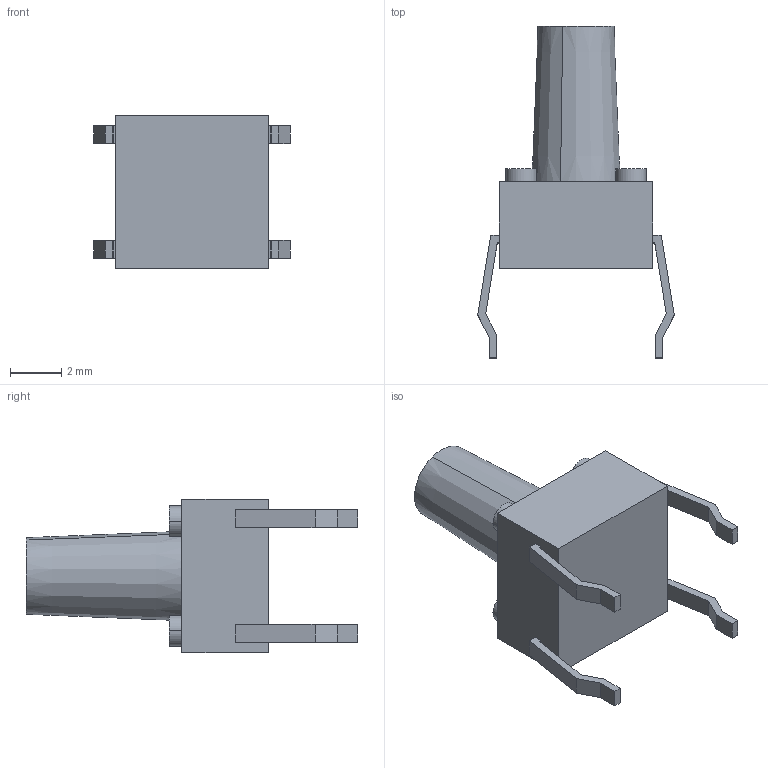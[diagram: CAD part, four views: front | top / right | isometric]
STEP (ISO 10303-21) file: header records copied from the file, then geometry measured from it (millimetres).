
FILE_DESCRIPTION(('STEP AP214'),'1');
FILE_NAME('19938.stp','2019-01-02T18:27:23',('TraceParts'),('TraceParts S.A.'),'Spatial InterOp 3D',' ',' ');
FILE_SCHEMA(('AUTOMOTIVE_DESIGN { 1 0 10303 214 1 1 1 1 }'));
Length unit declared in the file: millimetre
Products named in the file (1): 19938_1
Bounding box: 7.7 x 13 x 6 mm (x, y, z)
Volume: 164.2 mm3; surface area: 300 mm2
Topology: 2 solids, 2 shells, 71 faces, 172 edges, 114 vertices
Faces by surface type: plane 57, cylinder 12, cone 2
Entity records: 4091 total; most frequent: STYLED_ITEM 359, PRESENTATION_STYLE_ASSIGNMENT 359, CARTESIAN_POINT 359, COLOUR_RGB 359, DIRECTION 344, ORIENTED_EDGE 344, EDGE_CURVE 172, CURVE_STYLE 172
